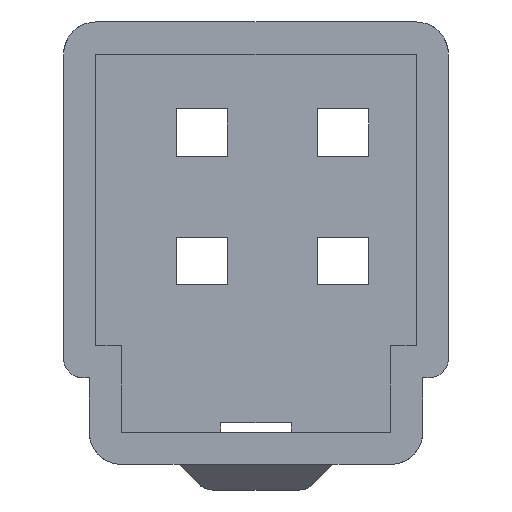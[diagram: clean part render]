
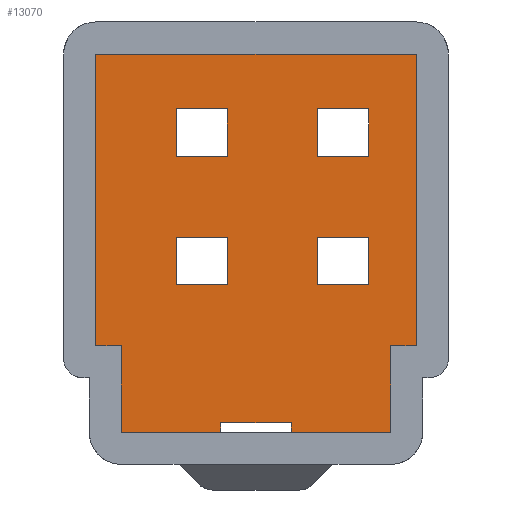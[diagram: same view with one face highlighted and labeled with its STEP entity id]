
A CAD part, front view. The second image highlights one B-rep face of the part: STEP entity #13070.
In plain terms, the highlighted planar face has unit normal (0, -1, 0).
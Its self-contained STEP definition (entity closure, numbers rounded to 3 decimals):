
#5660=CARTESIAN_POINT('',(-47.373,0.118,40.408));
#5670=DIRECTION('',(-0.,0.,-1.));
#5680=VECTOR('',#5670,1.);
#5690=LINE('',#5660,#5680);
#5700=CARTESIAN_POINT('',(-47.373,0.118,
71.475));
#5710=VERTEX_POINT('',#5700);
#5720=CARTESIAN_POINT('',(-47.373,0.118,66.925));
#5730=VERTEX_POINT('',#5720);
#5740=EDGE_CURVE('',#5710,#5730,#5690,.T.);
#6100=CARTESIAN_POINT('',(-48.118,0.118,69.88));
#6110=VERTEX_POINT('',#6100);
#6140=CARTESIAN_POINT('',(-48.048,0.118,69.88));
#6150=DIRECTION('',(-1.,0.,0.));
#6160=VECTOR('',#6150,1.);
#6170=LINE('',#6140,#6160);
#6180=CARTESIAN_POINT('',(-48.918,0.118,69.88));
#6190=VERTEX_POINT('',#6180);
#6200=EDGE_CURVE('',#6110,#6190,#6170,.T.);
#9260=CARTESIAN_POINT('',(-48.118,0.118,70.62));
#9270=VERTEX_POINT('',#9260);
#9300=CARTESIAN_POINT('',(-48.118,0.118,100.017))
;
#9310=DIRECTION('',(0.,0.,-1.));
#9320=VECTOR('',#9310,1.);
#9330=LINE('',#9300,#9320);
#9340=EDGE_CURVE('',#9270,#6110,#9330,.T.);
#10670=CARTESIAN_POINT('',(-47.123,0.118,66.925));
#10680=DIRECTION('',(1.,0.,0.));
#10690=VECTOR('',#10680,1.);
#10700=LINE('',#10670,#10690);
#10710=CARTESIAN_POINT('',(-52.373,0.118,66.925));
#10720=VERTEX_POINT('',#10710);
#10730=CARTESIAN_POINT('',(-51.973,0.118,
66.925));
#10740=VERTEX_POINT('',#10730);
#10750=EDGE_CURVE('',#10720,#10740,#10700,.T.);
#11020=CARTESIAN_POINT('',(-49.873,0.118,
68.6));
#11030=DIRECTION('',(0.,-1.,0.));
#11040=DIRECTION('',(-1.,0.,0.));
#11050=AXIS2_PLACEMENT_3D('',#11020,#11030,#11040);
#11060=PLANE('',#11050);
#11070=CARTESIAN_POINT('',(-50.248,0.118,69.88));
#11080=DIRECTION('',(-1.,0.,0.));
#11090=VECTOR('',#11080,1.);
#11100=LINE('',#11070,#11090);
#11110=CARTESIAN_POINT('',(-50.318,0.118,69.88));
#11120=VERTEX_POINT('',#11110);
#11130=CARTESIAN_POINT('',(-51.118,0.118,69.88));
#11140=VERTEX_POINT('',#11130);
#11150=EDGE_CURVE('',#11120,#11140,#11100,.T.);
#11160=ORIENTED_EDGE('',*,*,#11150,.T.);
#11170=CARTESIAN_POINT('',(-50.318,0.118,100.017)
);
#11180=DIRECTION('',(0.,0.,-1.));
#11190=VECTOR('',#11180,1.);
#11200=LINE('',#11170,#11190);
#11210=CARTESIAN_POINT('',(-50.318,0.118,70.62));
#11220=VERTEX_POINT('',#11210);
#11230=EDGE_CURVE('',#11220,#11120,#11200,.T.);
#11240=ORIENTED_EDGE('',*,*,#11230,.T.);
#11250=CARTESIAN_POINT('',(-50.248,0.118,70.62));
#11260=DIRECTION('',(-1.,0.,0.));
#11270=VECTOR('',#11260,1.);
#11280=LINE('',#11250,#11270);
#11290=CARTESIAN_POINT('',(-51.118,0.118,70.62));
#11300=VERTEX_POINT('',#11290);
#11310=EDGE_CURVE('',#11220,#11300,#11280,.T.);
#11320=ORIENTED_EDGE('',*,*,#11310,.F.);
#11330=CARTESIAN_POINT('',(-51.118,0.118,40.483))
;
#11340=DIRECTION('',(0.,0.,-1.));
#11350=VECTOR('',#11340,1.);
#11360=LINE('',#11330,#11350);
#11370=EDGE_CURVE('',#11300,#11140,#11360,.T.);
#11380=ORIENTED_EDGE('',*,*,#11370,.F.);
#11390=EDGE_LOOP('',(#11380,#11320,#11240,#11160));
#11400=FACE_BOUND('',#11390,.T.);
#11410=ORIENTED_EDGE('',*,*,#6200,.T.);
#11420=ORIENTED_EDGE('',*,*,#9340,.T.);
#11430=CARTESIAN_POINT('',(-48.048,0.118,70.62));
#11440=DIRECTION('',(-1.,0.,0.));
#11450=VECTOR('',#11440,1.);
#11460=LINE('',#11430,#11450);
#11470=CARTESIAN_POINT('',(-48.918,0.118,70.62));
#11480=VERTEX_POINT('',#11470);
#11490=EDGE_CURVE('',#9270,#11480,#11460,.T.);
#11500=ORIENTED_EDGE('',*,*,#11490,.F.);
#11510=CARTESIAN_POINT('',(-48.918,0.118,40.483))
;
#11520=DIRECTION('',(0.,0.,-1.));
#11530=VECTOR('',#11520,1.);
#11540=LINE('',#11510,#11530);
#11550=EDGE_CURVE('',#11480,#6190,#11540,.T.);
#11560=ORIENTED_EDGE('',*,*,#11550,.F.);
#11570=EDGE_LOOP('',(#11560,#11500,#11420,#11410));
#11580=FACE_BOUND('',#11570,.T.);
#11590=CARTESIAN_POINT('',(-50.248,0.118,67.88));
#11600=DIRECTION('',(-1.,0.,0.));
#11610=VECTOR('',#11600,1.);
#11620=LINE('',#11590,#11610);
#11630=CARTESIAN_POINT('',(-50.318,0.118,67.88));
#11640=VERTEX_POINT('',#11630);
#11650=CARTESIAN_POINT('',(-51.118,0.118,67.88));
#11660=VERTEX_POINT('',#11650);
#11670=EDGE_CURVE('',#11640,#11660,#11620,.T.);
#11680=ORIENTED_EDGE('',*,*,#11670,.T.);
#11690=CARTESIAN_POINT('',(-50.318,0.118,98.017))
;
#11700=DIRECTION('',(0.,0.,-1.));
#11710=VECTOR('',#11700,1.);
#11720=LINE('',#11690,#11710);
#11730=CARTESIAN_POINT('',(-50.318,0.118,68.62));
#11740=VERTEX_POINT('',#11730);
#11750=EDGE_CURVE('',#11740,#11640,#11720,.T.);
#11760=ORIENTED_EDGE('',*,*,#11750,.T.);
#11770=CARTESIAN_POINT('',(-50.248,0.118,68.62));
#11780=DIRECTION('',(-1.,0.,0.));
#11790=VECTOR('',#11780,1.);
#11800=LINE('',#11770,#11790);
#11810=CARTESIAN_POINT('',(-51.118,0.118,68.62));
#11820=VERTEX_POINT('',#11810);
#11830=EDGE_CURVE('',#11740,#11820,#11800,.T.);
#11840=ORIENTED_EDGE('',*,*,#11830,.F.);
#11850=CARTESIAN_POINT('',(-51.118,0.118,38.483))
;
#11860=DIRECTION('',(0.,0.,-1.));
#11870=VECTOR('',#11860,1.);
#11880=LINE('',#11850,#11870);
#11890=EDGE_CURVE('',#11820,#11660,#11880,.T.);
#11900=ORIENTED_EDGE('',*,*,#11890,.F.);
#11910=EDGE_LOOP('',(#11900,#11840,#11760,#11680));
#11920=FACE_BOUND('',#11910,.T.);
#11930=CARTESIAN_POINT('',(-48.048,0.118,67.88));
#11940=DIRECTION('',(-1.,0.,0.));
#11950=VECTOR('',#11940,1.);
#11960=LINE('',#11930,#11950);
#11970=CARTESIAN_POINT('',(-48.118,0.118,67.88));
#11980=VERTEX_POINT('',#11970);
#11990=CARTESIAN_POINT('',(-48.918,0.118,67.88));
#12000=VERTEX_POINT('',#11990);
#12010=EDGE_CURVE('',#11980,#12000,#11960,.T.);
#12020=ORIENTED_EDGE('',*,*,#12010,.T.);
#12030=CARTESIAN_POINT('',(-48.118,0.118,98.017))
;
#12040=DIRECTION('',(0.,0.,-1.));
#12050=VECTOR('',#12040,1.);
#12060=LINE('',#12030,#12050);
#12070=CARTESIAN_POINT('',(-48.118,0.118,68.62));
#12080=VERTEX_POINT('',#12070);
#12090=EDGE_CURVE('',#12080,#11980,#12060,.T.);
#12100=ORIENTED_EDGE('',*,*,#12090,.T.);
#12110=CARTESIAN_POINT('',(-48.048,0.118,68.62));
#12120=DIRECTION('',(-1.,0.,0.));
#12130=VECTOR('',#12120,1.);
#12140=LINE('',#12110,#12130);
#12150=CARTESIAN_POINT('',(-48.918,0.118,68.62));
#12160=VERTEX_POINT('',#12150);
#12170=EDGE_CURVE('',#12080,#12160,#12140,.T.);
#12180=ORIENTED_EDGE('',*,*,#12170,.F.);
#12190=CARTESIAN_POINT('',(-48.918,0.118,38.483))
;
#12200=DIRECTION('',(0.,0.,-1.));
#12210=VECTOR('',#12200,1.);
#12220=LINE('',#12190,#12210);
#12230=EDGE_CURVE('',#12160,#12000,#12220,.T.);
#12240=ORIENTED_EDGE('',*,*,#12230,.F.);
#12250=EDGE_LOOP('',(#12240,#12180,#12100,#12020));
#12260=FACE_BOUND('',#12250,.T.);
#12270=CARTESIAN_POINT('',(-47.123,0.118,65.575));
#12280=DIRECTION('',(1.,0.,0.));
#12290=VECTOR('',#12280,1.);
#12300=LINE('',#12270,#12290);
#12310=CARTESIAN_POINT('',(-49.323,0.118,65.575));
#12320=VERTEX_POINT('',#12310);
#12330=CARTESIAN_POINT('',(-47.773,0.118,65.575));
#12340=VERTEX_POINT('',#12330);
#12350=EDGE_CURVE('',#12320,#12340,#12300,.T.);
#12360=ORIENTED_EDGE('',*,*,#12350,.T.);
#12370=CARTESIAN_POINT('',(-49.323,0.118,42.408))
;
#12380=DIRECTION('',(0.,0.,1.));
#12390=VECTOR('',#12380,1.);
#12400=LINE('',#12370,#12390);
#12410=CARTESIAN_POINT('',(-49.323,0.118,65.725));
#12420=VERTEX_POINT('',#12410);
#12430=EDGE_CURVE('',#12320,#12420,#12400,.T.);
#12440=ORIENTED_EDGE('',*,*,#12430,.F.);
#12450=CARTESIAN_POINT('',(-48.223,0.118,65.725));
#12460=DIRECTION('',(1.,0.,0.));
#12470=VECTOR('',#12460,1.);
#12480=LINE('',#12450,#12470);
#12490=CARTESIAN_POINT('',(-50.423,0.118,65.725));
#12500=VERTEX_POINT('',#12490);
#12510=EDGE_CURVE('',#12500,#12420,#12480,.T.);
#12520=ORIENTED_EDGE('',*,*,#12510,.T.);
#12530=CARTESIAN_POINT('',(-50.423,0.118,42.408))
;
#12540=DIRECTION('',(0.,0.,1.));
#12550=VECTOR('',#12540,1.);
#12560=LINE('',#12530,#12550);
#12570=CARTESIAN_POINT('',(-50.423,0.118,65.575));
#12580=VERTEX_POINT('',#12570);
#12590=EDGE_CURVE('',#12580,#12500,#12560,.T.);
#12600=ORIENTED_EDGE('',*,*,#12590,.T.);
#12610=CARTESIAN_POINT('',(-47.123,0.118,65.575));
#12620=DIRECTION('',(1.,0.,0.));
#12630=VECTOR('',#12620,1.);
#12640=LINE('',#12610,#12630);
#12650=CARTESIAN_POINT('',(-51.973,0.118,65.575));
#12660=VERTEX_POINT('',#12650);
#12670=EDGE_CURVE('',#12660,#12580,#12640,.T.);
#12680=ORIENTED_EDGE('',*,*,#12670,.T.);
#12690=CARTESIAN_POINT('',(-51.973,0.118,42.408));
#12700=DIRECTION('',(0.,0.,1.));
#12710=VECTOR('',#12700,1.);
#12720=LINE('',#12690,#12710);
#12730=EDGE_CURVE('',#12660,#10740,#12720,.T.);
#12740=ORIENTED_EDGE('',*,*,#12730,.F.);
#12750=ORIENTED_EDGE('',*,*,#10750,.T.);
#12760=CARTESIAN_POINT('',(-52.373,0.118,
71.25));
#12770=DIRECTION('',(0.,0.,1.));
#12780=VECTOR('',#12770,1.);
#12790=LINE('',#12760,#12780);
#12800=CARTESIAN_POINT('',(-52.373,0.118,
71.475));
#12810=VERTEX_POINT('',#12800);
#12820=EDGE_CURVE('',#10720,#12810,#12790,.T.);
#12830=ORIENTED_EDGE('',*,*,#12820,.F.);
#12840=CARTESIAN_POINT('',(-49.323,0.118,
71.475));
#12850=DIRECTION('',(-1.,0.,0.));
#12860=VECTOR('',#12850,1.);
#12870=LINE('',#12840,#12860);
#12880=EDGE_CURVE('',#5710,#12810,#12870,.T.);
#12890=ORIENTED_EDGE('',*,*,#12880,.T.);
#12900=ORIENTED_EDGE('',*,*,#5740,.F.);
#12910=CARTESIAN_POINT('',(-48.223,0.118,66.925));
#12920=DIRECTION('',(1.,0.,0.));
#12930=VECTOR('',#12920,1.);
#12940=LINE('',#12910,#12930);
#12950=CARTESIAN_POINT('',(-47.773,0.118,
66.925));
#12960=VERTEX_POINT('',#12950);
#12970=EDGE_CURVE('',#12960,#5730,#12940,.T.);
#12980=ORIENTED_EDGE('',*,*,#12970,.T.);
#12990=CARTESIAN_POINT('',(-47.773,0.118,42.408))
;
#13000=DIRECTION('',(0.,0.,1.));
#13010=VECTOR('',#13000,1.);
#13020=LINE('',#12990,#13010);
#13030=EDGE_CURVE('',#12340,#12960,#13020,.T.);
#13040=ORIENTED_EDGE('',*,*,#13030,.T.);
#13050=EDGE_LOOP('',(#13040,#12980,#12900,#12890,#12830,#12750,#12740,
#12680,#12600,#12520,#12440,#12360));
#13060=FACE_OUTER_BOUND('',#13050,.T.);
#13070=ADVANCED_FACE('',(#11400,#11580,#11920,#12260,#13060),#11060,.T.)
;
